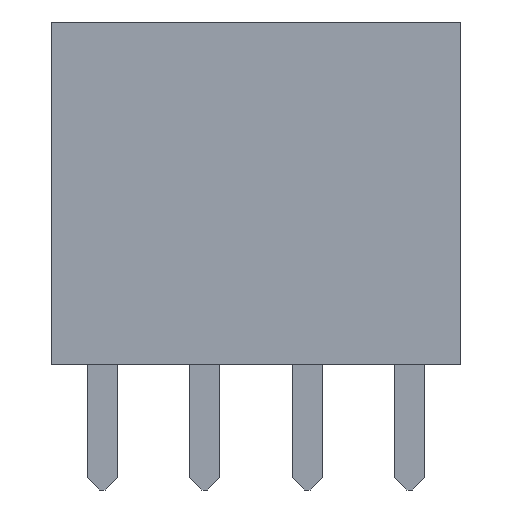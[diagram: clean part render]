
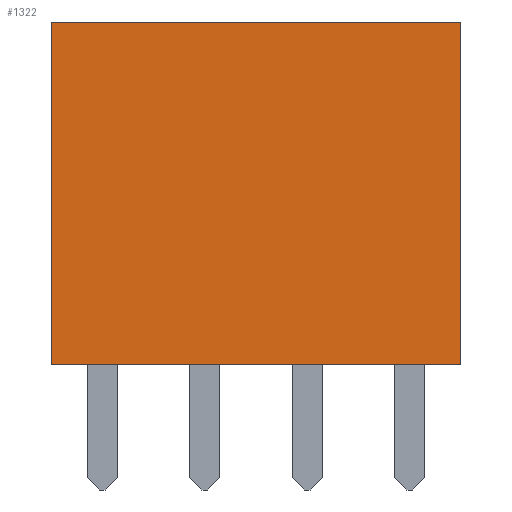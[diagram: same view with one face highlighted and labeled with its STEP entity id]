
A CAD part, front view. The second image highlights one B-rep face of the part: STEP entity #1322.
In plain terms, the highlighted planar face has unit normal (0, -1, 0).
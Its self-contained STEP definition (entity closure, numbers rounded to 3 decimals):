
#92=FACE_OUTER_BOUND('',#174,.T.);
#174=EDGE_LOOP('',(#1107,#1108,#1109,#1110));
#245=LINE('',#1892,#421);
#290=LINE('',#1985,#466);
#295=LINE('',#1994,#471);
#330=LINE('',#2065,#506);
#421=VECTOR('',#1541,10.);
#466=VECTOR('',#1618,10.);
#471=VECTOR('',#1627,10.);
#506=VECTOR('',#1702,10.);
#579=VERTEX_POINT('',#1889);
#580=VERTEX_POINT('',#1891);
#611=VERTEX_POINT('',#1982);
#612=VERTEX_POINT('',#1984);
#709=EDGE_CURVE('',#579,#580,#245,.T.);
#754=EDGE_CURVE('',#612,#611,#290,.T.);
#759=EDGE_CURVE('',#612,#579,#295,.T.);
#794=EDGE_CURVE('',#611,#580,#330,.F.);
#1107=ORIENTED_EDGE('',*,*,#754,.T.);
#1108=ORIENTED_EDGE('',*,*,#794,.T.);
#1109=ORIENTED_EDGE('',*,*,#709,.F.);
#1110=ORIENTED_EDGE('',*,*,#759,.F.);
#1244=PLANE('',#1419);
#1322=ADVANCED_FACE('',(#92),#1244,.T.);
#1419=AXIS2_PLACEMENT_3D('',#2066,#1703,#1704);
#1541=DIRECTION('',(1.,0.,0.));
#1618=DIRECTION('',(1.,0.,0.));
#1627=DIRECTION('',(0.,0.,1.));
#1702=DIRECTION('',(0.,0.,-1.));
#1703=DIRECTION('center_axis',(0.,-1.,0.));
#1704=DIRECTION('ref_axis',(1.,0.,0.));
#1889=CARTESIAN_POINT('',(-5.08,-1.25,8.6));
#1891=CARTESIAN_POINT('',(5.08,-1.25,8.6));
#1892=CARTESIAN_POINT('',(-5.08,-1.25,8.6));
#1982=CARTESIAN_POINT('',(5.08,-1.25,0.1));
#1984=CARTESIAN_POINT('',(-5.08,-1.25,0.1));
#1985=CARTESIAN_POINT('',(-5.08,-1.25,0.1));
#1994=CARTESIAN_POINT('',(-5.08,-1.25,0.1));
#2065=CARTESIAN_POINT('',(5.08,-1.25,0.1));
#2066=CARTESIAN_POINT('Origin',(-5.08,-1.25,0.1));
